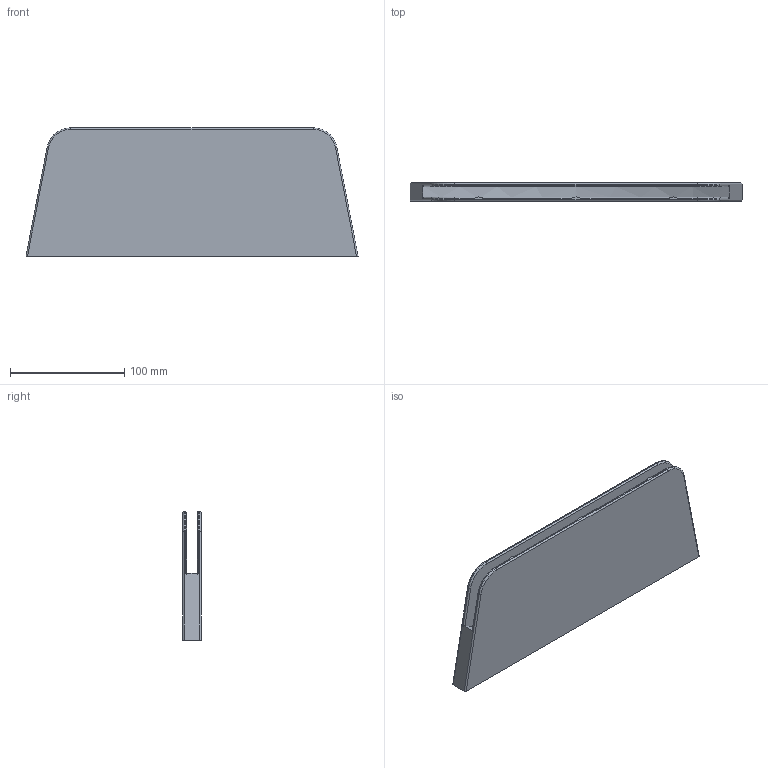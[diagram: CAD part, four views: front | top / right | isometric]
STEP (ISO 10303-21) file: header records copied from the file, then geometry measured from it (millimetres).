
FILE_DESCRIPTION(('FreeCAD Model'),'2;1');
FILE_NAME('Open CASCADE Shape Model','2023-05-20T10:53:16',(''),(''), 'Open CASCADE STEP processor 7.6','FreeCAD','Unknown');
FILE_SCHEMA(('AUTOMOTIVE_DESIGN { 1 0 10303 214 1 1 1 1 }'));
Length unit declared in the file: millimetre
Products named in the file (1): bumper
Bounding box: 290 x 16 x 112 mm (x, y, z)
Volume: 282587.4 mm3; surface area: 111687.3 mm2
Topology: 1 solids, 1 shells, 43 faces, 117 edges, 76 vertices
Faces by surface type: cylinder 23, plane 12, torus 8
Entity records: 3714 total; most frequent: CARTESIAN_POINT 1361, DIRECTION 431, ORIENTED_EDGE 234, PCURVE 234, DEFINITIONAL_REPRESENTATION 234, LINE 232, VECTOR 232, EDGE_CURVE 117
